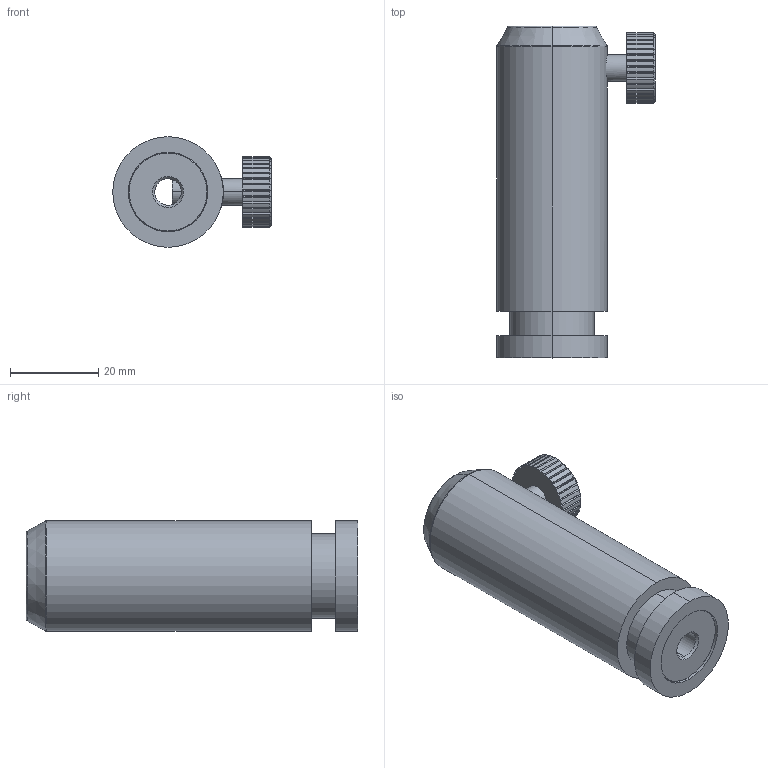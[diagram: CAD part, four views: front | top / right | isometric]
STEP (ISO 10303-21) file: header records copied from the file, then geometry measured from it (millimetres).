
FILE_DESCRIPTION (( 'STEP AP203' ), '1' );
FILE_NAME ('M-PHF-12-75.STEP', '2020-07-10T02:11:22', ( '' ), ( '' ), 'SwSTEP 2.0', 'SolidWorks 2019', '' );
FILE_SCHEMA (( 'CONFIG_CONTROL_DESIGN' ));
Length unit declared in the file: millimetre
Products named in the file (1): M-PHF-12-75
Bounding box: 35.84 x 75 x 25 mm (x, y, z)
Volume: 28009.6 mm3; surface area: 11435.1 mm2
Topology: 3 solids, 5 shells, 217 faces, 574 edges, 376 vertices
Faces by surface type: plane 114, cylinder 81, cone 12, torus 4, sphere 4, bspline 2
Entity records: 9149 total; most frequent: CARTESIAN_POINT 3734, ORIENTED_EDGE 1138, DIRECTION 1084, EDGE_CURVE 569, AXIS2_PLACEMENT_3D 401, VERTEX_POINT 373, VECTOR 282, LINE 282
